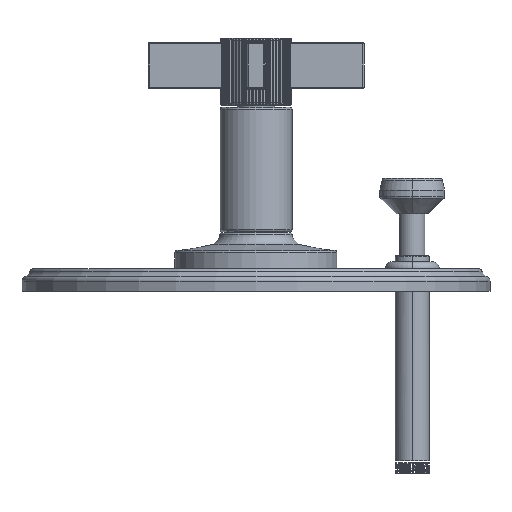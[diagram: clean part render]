
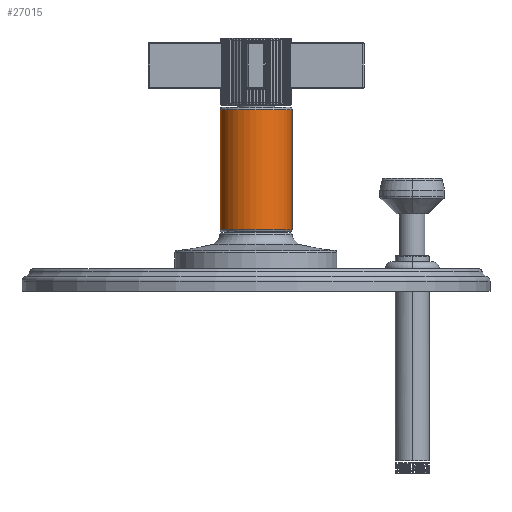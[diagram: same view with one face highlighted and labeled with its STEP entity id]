
A CAD part, left-side view. The second image highlights one B-rep face of the part: STEP entity #27015.
In plain terms, the highlighted cylindrical face has radius 12.7 mm (diameter 25.4 mm), a partial arc.
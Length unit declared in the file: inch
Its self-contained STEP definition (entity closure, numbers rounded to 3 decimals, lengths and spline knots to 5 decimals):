
#24718=DIRECTION('',(0.,1.,0.));
#24719=VECTOR('',#24718,1.67);
#24720=CARTESIAN_POINT('',(-0.5,0.03,0.));
#24721=LINE('',#24720,#24719);
#24752=CARTESIAN_POINT('',(0.,1.7,0.));
#24753=DIRECTION('',(0.,1.,0.));
#24754=DIRECTION('',(1.,0.,0.));
#24755=AXIS2_PLACEMENT_3D('',#24752,#24753,#24754);
#24757=CARTESIAN_POINT('',(0.,0.03,0.));
#24758=DIRECTION('',(0.,-1.,0.));
#24759=DIRECTION('',(-1.,0.,0.));
#24760=AXIS2_PLACEMENT_3D('',#24757,#24758,#24759);
#24762=DIRECTION('',(0.,1.,0.));
#24763=VECTOR('',#24762,1.67);
#24764=CARTESIAN_POINT('',(0.5,0.03,0.));
#24765=LINE('',#24764,#24763);
#26791=CARTESIAN_POINT('',(0.5,1.7,0.));
#26792=CARTESIAN_POINT('',(-0.5,1.7,0.));
#26793=VERTEX_POINT('',#26791);
#26794=VERTEX_POINT('',#26792);
#26799=CARTESIAN_POINT('',(-0.5,0.03,0.));
#26800=CARTESIAN_POINT('',(0.5,0.03,0.));
#26801=VERTEX_POINT('',#26799);
#26802=VERTEX_POINT('',#26800);
#27004=CARTESIAN_POINT('',(0.,0.,0.));
#27005=DIRECTION('',(0.,1.,0.));
#27006=DIRECTION('',(1.,0.,0.));
#27007=AXIS2_PLACEMENT_3D('',#27004,#27005,#27006);
#27008=CYLINDRICAL_SURFACE('',#27007,0.5);
#27009=ORIENTED_EDGE('',*,*,#26998,.T.);
#27010=ORIENTED_EDGE('',*,*,#26954,.F.);
#27011=ORIENTED_EDGE('',*,*,#26924,.T.);
#27012=ORIENTED_EDGE('',*,*,#26951,.T.);
#27013=EDGE_LOOP('',(#27009,#27010,#27011,#27012));
#27014=FACE_OUTER_BOUND('',#27013,.F.);
#27015=ADVANCED_FACE('',(#27014),#27008,.T.);
#24756=CIRCLE('',#24755,0.5);
#24761=CIRCLE('',#24760,0.5);
#26924=EDGE_CURVE('',#26801,#26802,#24761,.T.);
#26951=EDGE_CURVE('',#26802,#26793,#24765,.T.);
#26954=EDGE_CURVE('',#26801,#26794,#24721,.T.);
#26998=EDGE_CURVE('',#26793,#26794,#24756,.T.);
